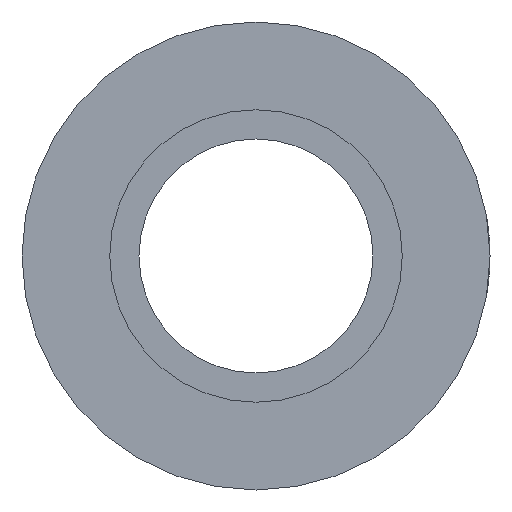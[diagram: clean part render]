
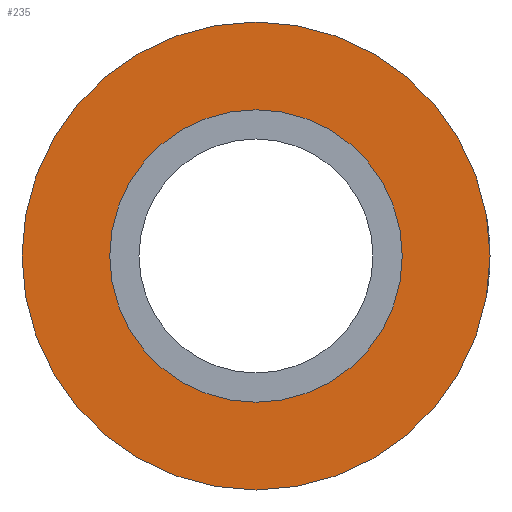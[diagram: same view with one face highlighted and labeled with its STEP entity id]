
A CAD part, front view. The second image highlights one B-rep face of the part: STEP entity #235.
In plain terms, the highlighted planar face has unit normal (0, -1, 0).
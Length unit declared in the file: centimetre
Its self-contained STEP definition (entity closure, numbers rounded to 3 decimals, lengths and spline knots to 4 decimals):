
#3 = AXIS2_PLACEMENT_3D ( 'NONE', #301, #302, #303 ) ;
#11 = AXIS2_PLACEMENT_3D ( 'NONE', #220, #221, #222 ) ;
#12 = AXIS2_PLACEMENT_3D ( 'NONE', #341, #342, #343 ) ;
#18 = AXIS2_PLACEMENT_3D ( 'NONE', #359, #360, #311 ) ;
#19 = EDGE_CURVE ( 'NONE', #421, #405, #153, .T. ) ;
#32 = CARTESIAN_POINT ( 'NONE',  ( 0., 0.0397, 0. ) ) ;
#33 = DIRECTION ( 'NONE',  ( 0., 1., 0. ) ) ;
#34 = DIRECTION ( 'NONE',  ( 0., 0., 1. ) ) ;
#55 = CARTESIAN_POINT ( 'NONE',  ( 0., 0.0397, -0.635 ) ) ;
#67 = CARTESIAN_POINT ( 'NONE',  ( 0., 0.0397, 0.635 ) ) ;
#78 = CARTESIAN_POINT ( 'NONE',  ( 0., 0.0397, -0.3969 ) ) ;
#80 = CARTESIAN_POINT ( 'NONE',  ( 0., 0.0397, 0.3969 ) ) ;
#108 = ORIENTED_EDGE ( 'NONE', *, *, #19, .F. ) ;
#122 = ORIENTED_EDGE ( 'NONE', *, *, #369, .F. ) ;
#129 = ORIENTED_EDGE ( 'NONE', *, *, #382, .T. ) ;
#132 = ORIENTED_EDGE ( 'NONE', *, *, #367, .T. ) ;
#153 = CIRCLE ( 'NONE', #11, 0.635 ) ;
#170 = FACE_BOUND ( 'NONE', #463, .T. ) ;
#176 = FACE_OUTER_BOUND ( 'NONE', #453, .T. ) ;
#189 = CIRCLE ( 'NONE', #18, 0.3969 ) ;
#190 = CIRCLE ( 'NONE', #12, 0.635 ) ;
#220 = CARTESIAN_POINT ( 'NONE',  ( 0., 0.0397, 0. ) ) ;
#221 = DIRECTION ( 'NONE',  ( 0., 1., 0. ) ) ;
#222 = DIRECTION ( 'NONE',  ( 0., 0., 1. ) ) ;
#235 = ADVANCED_FACE ( 'NONE', ( #170, #176 ), #300, .T. ) ;
#246 = AXIS2_PLACEMENT_3D ( 'NONE', #32, #33, #34 ) ;
#300 = PLANE ( 'NONE',  #3 ) ;
#301 = CARTESIAN_POINT ( 'NONE',  ( 0., 0.0397, 0. ) ) ;
#302 = DIRECTION ( 'NONE',  ( 0., -1., 0. ) ) ;
#303 = DIRECTION ( 'NONE',  ( 0., 0., -1. ) ) ;
#311 = DIRECTION ( 'NONE',  ( 0., 0., 1. ) ) ;
#341 = CARTESIAN_POINT ( 'NONE',  ( 0., 0.0397, 0. ) ) ;
#342 = DIRECTION ( 'NONE',  ( 0., 1., 0. ) ) ;
#343 = DIRECTION ( 'NONE',  ( 0., 0., 1. ) ) ;
#359 = CARTESIAN_POINT ( 'NONE',  ( 0., 0.0397, 0. ) ) ;
#360 = DIRECTION ( 'NONE',  ( 0., 1., 0. ) ) ;
#367 = EDGE_CURVE ( 'NONE', #455, #456, #189, .T. ) ;
#369 = EDGE_CURVE ( 'NONE', #405, #421, #190, .T. ) ;
#382 = EDGE_CURVE ( 'NONE', #456, #455, #469, .T. ) ;
#405 = VERTEX_POINT ( 'NONE', #55 ) ;
#421 = VERTEX_POINT ( 'NONE', #67 ) ;
#453 = EDGE_LOOP ( 'NONE', ( #108, #122 ) ) ;
#455 = VERTEX_POINT ( 'NONE', #78 ) ;
#456 = VERTEX_POINT ( 'NONE', #80 ) ;
#463 = EDGE_LOOP ( 'NONE', ( #129, #132 ) ) ;
#469 = CIRCLE ( 'NONE', #246, 0.3969 ) ;
